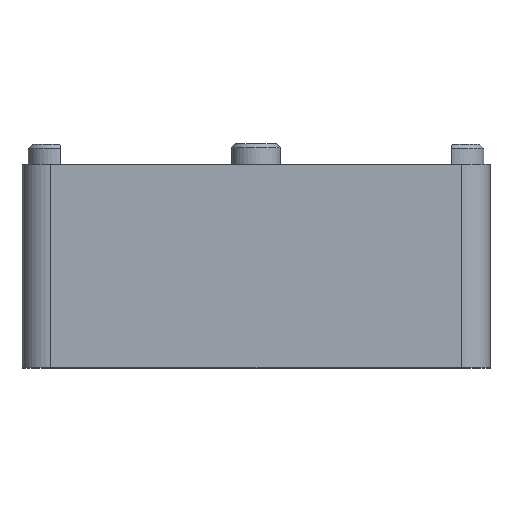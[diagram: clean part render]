
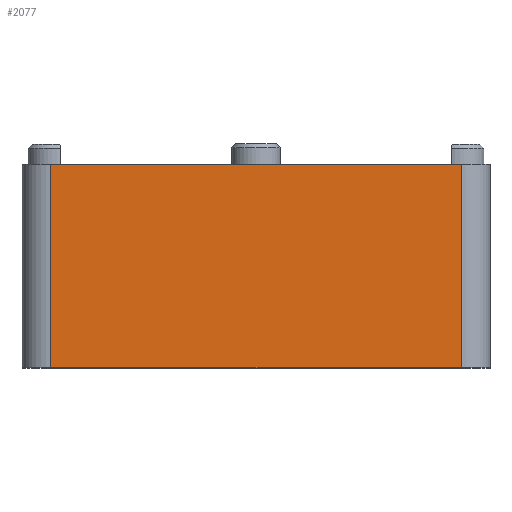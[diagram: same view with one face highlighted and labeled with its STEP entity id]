
A CAD part, top view. The second image highlights one B-rep face of the part: STEP entity #2077.
In plain terms, the highlighted planar face has unit normal (0, 0, 1).
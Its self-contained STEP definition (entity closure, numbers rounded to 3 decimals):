
#385=FACE_OUTER_BOUND('',#517,.T.);
#517=EDGE_LOOP('',(#1813,#1814,#1815,#1816));
#682=LINE('',#3607,#816);
#683=LINE('',#3610,#817);
#687=LINE('',#3624,#821);
#688=LINE('',#3625,#822);
#816=VECTOR('',#2906,10.);
#817=VECTOR('',#2909,10.);
#821=VECTOR('',#2921,10.);
#822=VECTOR('',#2922,10.);
#1007=VERTEX_POINT('',#3600);
#1010=VERTEX_POINT('',#3605);
#1011=VERTEX_POINT('',#3609);
#1017=VERTEX_POINT('',#3623);
#1286=EDGE_CURVE('',#1010,#1007,#682,.T.);
#1287=EDGE_CURVE('',#1007,#1011,#683,.T.);
#1294=EDGE_CURVE('',#1010,#1017,#687,.T.);
#1295=EDGE_CURVE('',#1011,#1017,#688,.T.);
#1813=ORIENTED_EDGE('',*,*,#1286,.F.);
#1814=ORIENTED_EDGE('',*,*,#1294,.T.);
#1815=ORIENTED_EDGE('',*,*,#1295,.F.);
#1816=ORIENTED_EDGE('',*,*,#1287,.F.);
#1989=PLANE('',#2340);
#2077=ADVANCED_FACE('',(#385),#1989,.T.);
#2340=AXIS2_PLACEMENT_3D('',#3622,#2919,#2920);
#2906=DIRECTION('',(0.,1.,0.));
#2909=DIRECTION('',(1.,0.,0.));
#2919=DIRECTION('center_axis',(0.,0.,1.));
#2920=DIRECTION('ref_axis',(1.,0.,0.));
#2921=DIRECTION('',(1.,0.,0.));
#2922=DIRECTION('',(0.,-1.,0.));
#3600=CARTESIAN_POINT('',(-50.375,50.,57.5));
#3605=CARTESIAN_POINT('',(-50.375,0.,57.5));
#3607=CARTESIAN_POINT('',(-50.375,0.,57.5));
#3609=CARTESIAN_POINT('',(50.375,50.,57.5));
#3610=CARTESIAN_POINT('',(-57.5,50.,57.5));
#3622=CARTESIAN_POINT('Origin',(-57.5,0.,57.5));
#3623=CARTESIAN_POINT('',(50.375,0.,57.5));
#3624=CARTESIAN_POINT('',(-57.5,0.,57.5));
#3625=CARTESIAN_POINT('',(50.375,0.,57.5));
